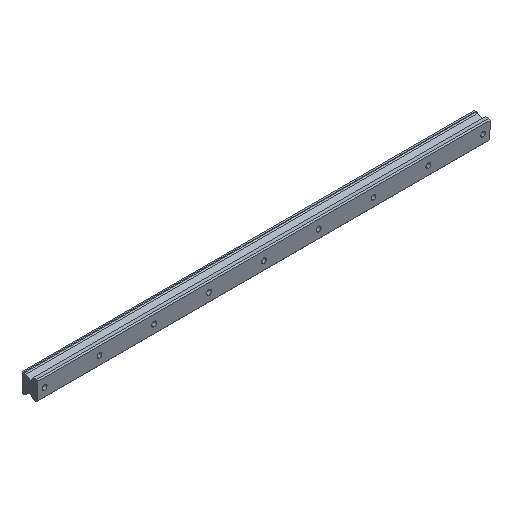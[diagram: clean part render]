
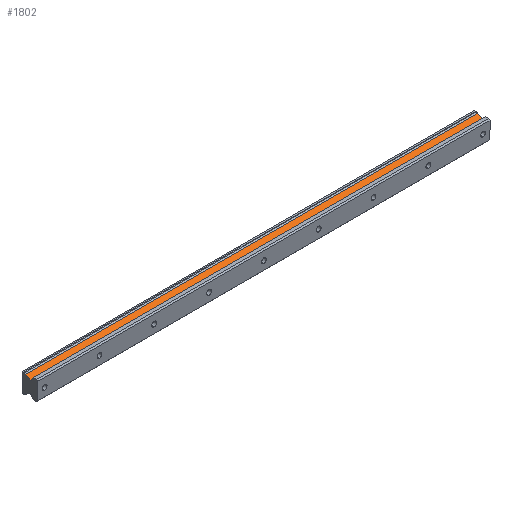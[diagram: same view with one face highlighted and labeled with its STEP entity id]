
A CAD part, isometric view. The second image highlights one B-rep face of the part: STEP entity #1802.
In plain terms, the highlighted planar face has unit normal (0, -0.495, 0.869).
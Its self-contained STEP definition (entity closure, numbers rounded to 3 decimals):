
#277 = DIRECTION ( 'NONE',  ( 0., 0.869, 0.495 ) ) ;
#350 = VECTOR ( 'NONE', #2304, 1000. ) ;
#417 = VERTEX_POINT ( 'NONE', #2084 ) ;
#552 = CARTESIAN_POINT ( 'NONE',  ( 650., 11.018, 8.66 ) ) ;
#620 = CARTESIAN_POINT ( 'NONE',  ( 650., 17.63, 12.425 ) ) ;
#645 = ORIENTED_EDGE ( 'NONE', *, *, #2158, .F. ) ;
#706 = CARTESIAN_POINT ( 'NONE',  ( 650., 17.63, 12.425 ) ) ;
#707 = LINE ( 'NONE', #1746, #350 ) ;
#749 = EDGE_CURVE ( 'NONE', #1053, #1125, #824, .T. ) ;
#788 = EDGE_LOOP ( 'NONE', ( #1682, #1342, #645, #1475 ) ) ;
#824 = LINE ( 'NONE', #620, #2318 ) ;
#889 = AXIS2_PLACEMENT_3D ( 'NONE', #1550, #2095, #277 ) ;
#897 = CARTESIAN_POINT ( 'NONE',  ( 650., 11.018, 8.66 ) ) ;
#1001 = CARTESIAN_POINT ( 'NONE',  ( -10., 17.63, 12.425 ) ) ;
#1010 = VECTOR ( 'NONE', #1732, 1000. ) ;
#1033 = PLANE ( 'NONE',  #889 ) ;
#1053 = VERTEX_POINT ( 'NONE', #706 ) ;
#1125 = VERTEX_POINT ( 'NONE', #552 ) ;
#1227 = LINE ( 'NONE', #1001, #1010 ) ;
#1315 = LINE ( 'NONE', #897, #2311 ) ;
#1342 = ORIENTED_EDGE ( 'NONE', *, *, #749, .F. ) ;
#1404 = FACE_OUTER_BOUND ( 'NONE', #788, .T. ) ;
#1475 = ORIENTED_EDGE ( 'NONE', *, *, #1483, .T. ) ;
#1483 = EDGE_CURVE ( 'NONE', #1830, #417, #1227, .T. ) ;
#1533 = DIRECTION ( 'NONE',  ( 0., -0.869, -0.495 ) ) ;
#1550 = CARTESIAN_POINT ( 'NONE',  ( 650., 17.63, 12.425 ) ) ;
#1588 = CARTESIAN_POINT ( 'NONE',  ( -10., 17.63, 12.425 ) ) ;
#1682 = ORIENTED_EDGE ( 'NONE', *, *, #2274, .F. ) ;
#1732 = DIRECTION ( 'NONE',  ( 0., -0.869, -0.495 ) ) ;
#1746 = CARTESIAN_POINT ( 'NONE',  ( 650., 17.63, 12.425 ) ) ;
#1802 = ADVANCED_FACE ( 'NONE', ( #1404 ), #1033, .F. ) ;
#1830 = VERTEX_POINT ( 'NONE', #1588 ) ;
#2003 = DIRECTION ( 'NONE',  ( -1., 0., 0. ) ) ;
#2084 = CARTESIAN_POINT ( 'NONE',  ( -10., 11.018, 8.66 ) ) ;
#2095 = DIRECTION ( 'NONE',  ( 0., 0.495, -0.869 ) ) ;
#2158 = EDGE_CURVE ( 'NONE', #1830, #1053, #707, .T. ) ;
#2274 = EDGE_CURVE ( 'NONE', #1125, #417, #1315, .T. ) ;
#2304 = DIRECTION ( 'NONE',  ( 1., 0., 0. ) ) ;
#2311 = VECTOR ( 'NONE', #2003, 1000. ) ;
#2318 = VECTOR ( 'NONE', #1533, 1000. ) ;
